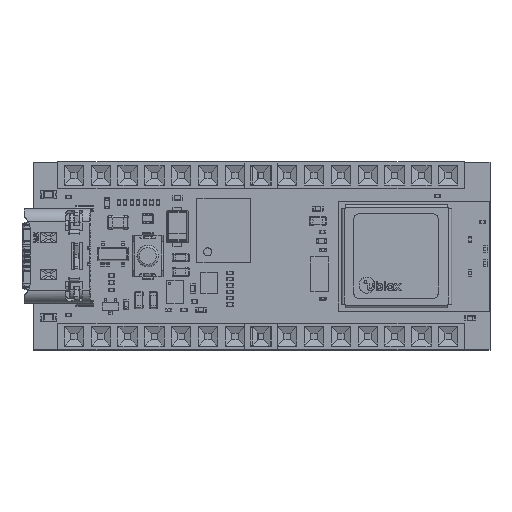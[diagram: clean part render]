
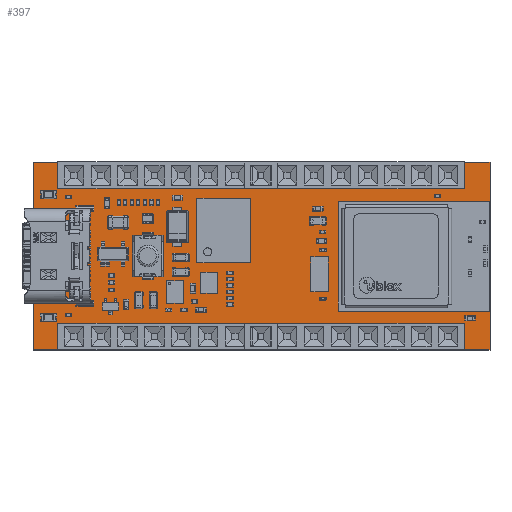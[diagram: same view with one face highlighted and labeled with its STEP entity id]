
A CAD part, top view. The second image highlights one B-rep face of the part: STEP entity #397.
In plain terms, the highlighted planar face has unit normal (0, 0, 1).
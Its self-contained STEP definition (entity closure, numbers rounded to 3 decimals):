
#268 = VERTEX_POINT('',#269);
#269 = CARTESIAN_POINT('',(0.,0.,1.606));
#275 = EDGE_CURVE('',#268,#276,#278,.T.);
#276 = VERTEX_POINT('',#277);
#277 = CARTESIAN_POINT('',(43.18,0.,1.606));
#278 = LINE('',#279,#280);
#279 = CARTESIAN_POINT('',(0.,0.,1.606));
#280 = VECTOR('',#281,1.);
#281 = DIRECTION('',(1.,0.,0.));
#306 = EDGE_CURVE('',#276,#307,#309,.T.);
#307 = VERTEX_POINT('',#308);
#308 = CARTESIAN_POINT('',(43.18,17.78,1.606));
#309 = LINE('',#310,#311);
#310 = CARTESIAN_POINT('',(43.18,0.,1.606));
#311 = VECTOR('',#312,1.);
#312 = DIRECTION('',(0.,1.,0.));
#337 = EDGE_CURVE('',#307,#338,#340,.T.);
#338 = VERTEX_POINT('',#339);
#339 = CARTESIAN_POINT('',(0.,17.78,1.606));
#340 = LINE('',#341,#342);
#341 = CARTESIAN_POINT('',(43.18,17.78,1.606));
#342 = VECTOR('',#343,1.);
#343 = DIRECTION('',(-1.,0.,0.));
#368 = EDGE_CURVE('',#338,#268,#369,.T.);
#369 = LINE('',#370,#371);
#370 = CARTESIAN_POINT('',(0.,17.78,1.606));
#371 = VECTOR('',#372,1.);
#372 = DIRECTION('',(0.,-1.,0.));
#397 = ADVANCED_FACE('',(#398),#404,.T.);
#398 = FACE_BOUND('',#399,.T.);
#399 = EDGE_LOOP('',(#400,#401,#402,#403));
#400 = ORIENTED_EDGE('',*,*,#275,.T.);
#401 = ORIENTED_EDGE('',*,*,#306,.T.);
#402 = ORIENTED_EDGE('',*,*,#337,.T.);
#403 = ORIENTED_EDGE('',*,*,#368,.T.);
#404 = PLANE('',#405);
#405 = AXIS2_PLACEMENT_3D('',#406,#407,#408);
#406 = CARTESIAN_POINT('',(21.59,8.89,1.606));
#407 = DIRECTION('',(0.,0.,1.));
#408 = DIRECTION('',(1.,0.,-0.));
